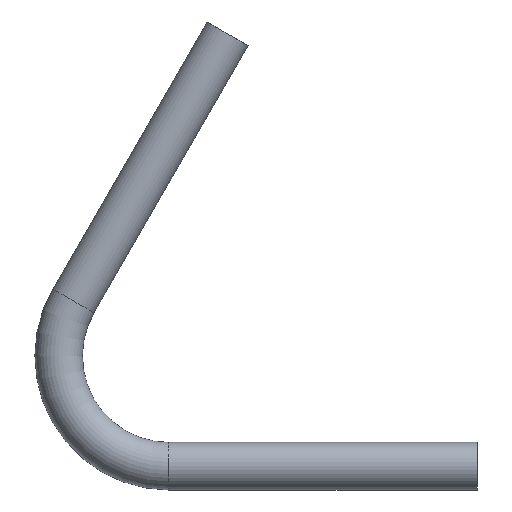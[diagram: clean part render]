
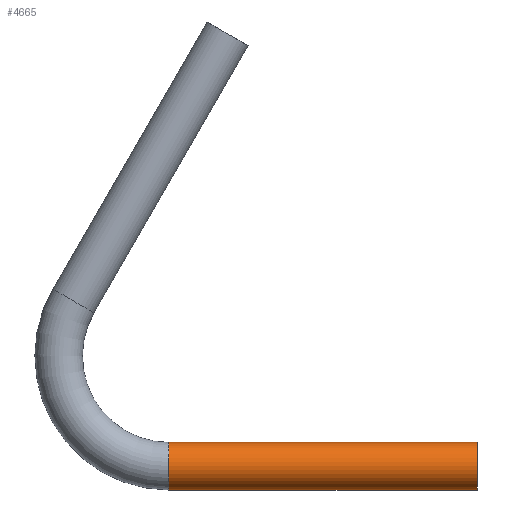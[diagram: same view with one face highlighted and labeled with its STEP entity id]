
A CAD part, left-side view. The second image highlights one B-rep face of the part: STEP entity #4665.
In plain terms, the highlighted cylindrical face has radius 16.85 mm (diameter 33.7 mm), a full revolution.
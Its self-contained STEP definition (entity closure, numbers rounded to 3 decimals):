
#884 = CARTESIAN_POINT ( 'NONE',  ( 0., 0., 0. ) ) ;
#1131 = DIRECTION ( 'NONE',  ( 0., 1., 0. ) ) ;
#1628 = VERTEX_POINT ( 'NONE', #1738 ) ;
#1738 = CARTESIAN_POINT ( 'NONE',  ( 0., 218.319, 16.85 ) ) ;
#1858 = ORIENTED_EDGE ( 'NONE', *, *, #8025, .F. ) ;
#2508 = DIRECTION ( 'NONE',  ( 0., -1., 0. ) ) ;
#2898 = EDGE_LOOP ( 'NONE', ( #7362 ) ) ;
#3484 = FACE_OUTER_BOUND ( 'NONE', #9497, .T. ) ;
#4563 = DIRECTION ( 'NONE',  ( 0., 0., 1. ) ) ;
#4620 = CARTESIAN_POINT ( 'NONE',  ( 0., 218.319, 0. ) ) ;
#4665 = ADVANCED_FACE ( 'NONE', ( #3484, #7770 ), #10766, .T. ) ;
#5333 = AXIS2_PLACEMENT_3D ( 'NONE', #4620, #1131, #6482 ) ;
#5505 = VERTEX_POINT ( 'NONE', #9938 ) ;
#6338 = CIRCLE ( 'NONE', #8364, 16.85 ) ;
#6389 = EDGE_CURVE ( 'NONE', #5505, #5505, #6338, .T. ) ;
#6482 = DIRECTION ( 'NONE',  ( 0., 0., 1. ) ) ;
#7302 = DIRECTION ( 'NONE',  ( 0., 1., 0. ) ) ;
#7362 = ORIENTED_EDGE ( 'NONE', *, *, #6389, .T. ) ;
#7770 = FACE_OUTER_BOUND ( 'NONE', #2898, .T. ) ;
#8025 = EDGE_CURVE ( 'NONE', #1628, #1628, #9705, .T. ) ;
#8118 = CARTESIAN_POINT ( 'NONE',  ( 0., 218.319, 0. ) ) ;
#8364 = AXIS2_PLACEMENT_3D ( 'NONE', #884, #7302, #4563 ) ;
#9497 = EDGE_LOOP ( 'NONE', ( #1858 ) ) ;
#9705 = CIRCLE ( 'NONE', #5333, 16.85 ) ;
#9938 = CARTESIAN_POINT ( 'NONE',  ( 0., 0., 16.85 ) ) ;
#10256 = AXIS2_PLACEMENT_3D ( 'NONE', #8118, #2508, #11656 ) ;
#10766 = CYLINDRICAL_SURFACE ( 'NONE', #10256, 16.85 ) ;
#11656 = DIRECTION ( 'NONE',  ( 0., 0., -1. ) ) ;
